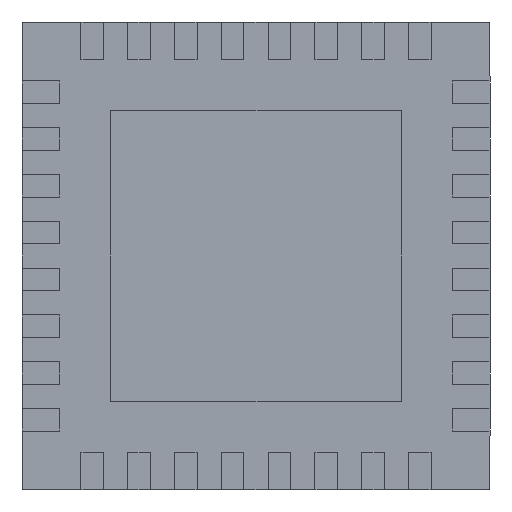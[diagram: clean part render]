
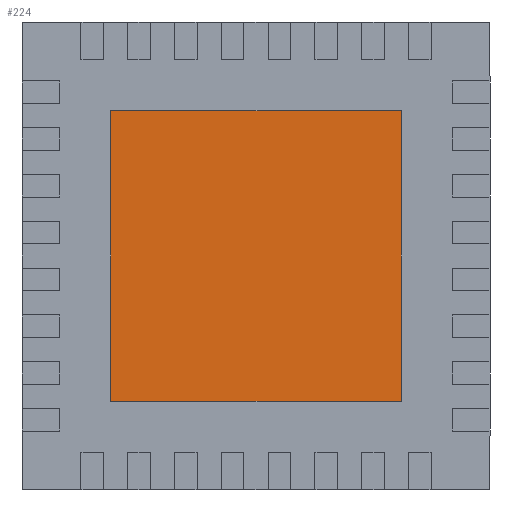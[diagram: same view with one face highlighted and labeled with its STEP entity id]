
A CAD part, front view. The second image highlights one B-rep face of the part: STEP entity #224.
In plain terms, the highlighted planar face has unit normal (0, -1, 0).
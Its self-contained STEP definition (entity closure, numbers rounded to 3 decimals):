
#224 = ADVANCED_FACE ( 'NONE', ( #8724 ), #627, .T. ) ;
#627 = PLANE ( 'NONE',  #7558 ) ;
#749 = LINE ( 'NONE', #2490, #8730 ) ;
#886 = EDGE_CURVE ( 'NONE', #5045, #5418, #9550, .T. ) ;
#937 = CARTESIAN_POINT ( 'NONE',  ( 1.55, 0., -1.55 ) ) ;
#1058 = EDGE_CURVE ( 'NONE', #5859, #2824, #7022, .T. ) ;
#1195 = DIRECTION ( 'NONE',  ( 1., 0., 0. ) ) ;
#1277 = CARTESIAN_POINT ( 'NONE',  ( 1.55, 0., 1.55 ) ) ;
#1392 = DIRECTION ( 'NONE',  ( 0., 0., -1. ) ) ;
#1501 = ORIENTED_EDGE ( 'NONE', *, *, #5361, .T. ) ;
#1767 = DIRECTION ( 'NONE',  ( -1., 0., 0. ) ) ;
#1904 = ORIENTED_EDGE ( 'NONE', *, *, #1058, .T. ) ;
#2490 = CARTESIAN_POINT ( 'NONE',  ( -1.55, 0., -1.55 ) ) ;
#2824 = VERTEX_POINT ( 'NONE', #3161 ) ;
#3043 = CARTESIAN_POINT ( 'NONE',  ( -1.55, 0., 1.55 ) ) ;
#3152 = LINE ( 'NONE', #937, #7294 ) ;
#3161 = CARTESIAN_POINT ( 'NONE',  ( 1.55, 0., -1.55 ) ) ;
#3665 = CARTESIAN_POINT ( 'NONE',  ( 0., 0., 0. ) ) ;
#5045 = VERTEX_POINT ( 'NONE', #1277 ) ;
#5085 = CARTESIAN_POINT ( 'NONE',  ( 1.55, 0., -1.55 ) ) ;
#5307 = EDGE_CURVE ( 'NONE', #5418, #5859, #749, .T. ) ;
#5361 = EDGE_CURVE ( 'NONE', #2824, #5045, #3152, .T. ) ;
#5418 = VERTEX_POINT ( 'NONE', #3043 ) ;
#5859 = VERTEX_POINT ( 'NONE', #8066 ) ;
#6214 = EDGE_LOOP ( 'NONE', ( #8614, #1904, #1501, #6911 ) ) ;
#6782 = DIRECTION ( 'NONE',  ( 0., -1., 0. ) ) ;
#6911 = ORIENTED_EDGE ( 'NONE', *, *, #886, .T. ) ;
#7003 = DIRECTION ( 'NONE',  ( 0., 0., 1. ) ) ;
#7022 = LINE ( 'NONE', #5085, #7867 ) ;
#7129 = CARTESIAN_POINT ( 'NONE',  ( 1.55, 0., 1.55 ) ) ;
#7294 = VECTOR ( 'NONE', #7003, 1000. ) ;
#7558 = AXIS2_PLACEMENT_3D ( 'NONE', #3665, #6782, #1392 ) ;
#7867 = VECTOR ( 'NONE', #1195, 1000. ) ;
#8066 = CARTESIAN_POINT ( 'NONE',  ( -1.55, 0., -1.55 ) ) ;
#8614 = ORIENTED_EDGE ( 'NONE', *, *, #5307, .T. ) ;
#8724 = FACE_OUTER_BOUND ( 'NONE', #6214, .T. ) ;
#8730 = VECTOR ( 'NONE', #9414, 1000. ) ;
#9414 = DIRECTION ( 'NONE',  ( 0., 0., -1. ) ) ;
#9550 = LINE ( 'NONE', #7129, #9790 ) ;
#9790 = VECTOR ( 'NONE', #1767, 1000. ) ;
